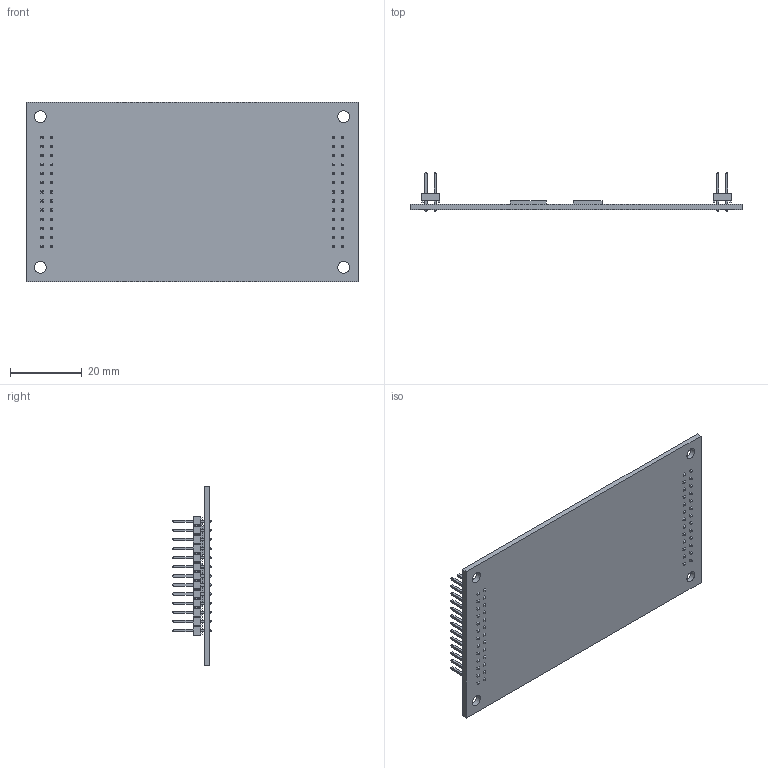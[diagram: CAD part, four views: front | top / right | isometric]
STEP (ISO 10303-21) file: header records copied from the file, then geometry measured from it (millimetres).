
FILE_DESCRIPTION(/* description */ (''),/* implementation_level */ '2;1');
FILE_NAME(/* name */ 'TMCM-1630 v2.step',/* time_stamp */ '2019-09-23T11:39:54+02:00',/* author */ (''),/* organization */ (''),/* preprocessor_version */ 'ST-DEVELOPER v18',/* originating_system */ 'Autodesk Translation Framework v8.6.0.1094',/* authorisation */ '');
FILE_SCHEMA (('AUTOMOTIVE_DESIGN { 1 0 10303 214 3 1 1 }'));
Length unit declared in the file: millimetre
Products named in the file (6): TMCM-1630; HDRTHV254P_2X13_part_simplified_HDRTHV254P_2X13; DESIGN070_Trinamic206_TMCM-1653-WS-TBB07020610_TMCM-1653-WS-TB_V10_PC
B3DInput_STSW-106-07-L-D; HDRTHV254P_2X13_part_simplified_HDRTHV254P_2X13_1; DESIGN070_Trinamic206_TMCM-1653-WS-TBB07020610_TMCM-1653-WS-TB_V10_PC
B3DInput_STSW-106-07-L-D_1; TSW-106-07-L-D
Assembly tree (6 placements, depth 4):
  TMCM-1630
    HDRTHV254P_2X13_part_simplified_HDRTHV254P_2X13
      DESIGN070_Trinamic206_TMCM-1653-WS-TBB07020610_TMCM-1653-WS-TB_V10_PC
B3DInput_STSW-106-07-L-D
        TSW-106-07-L-D
    HDRTHV254P_2X13_part_simplified_HDRTHV254P_2X13_1
      DESIGN070_Trinamic206_TMCM-1653-WS-TBB07020610_TMCM-1653-WS-TB_V10_PC
B3DInput_STSW-106-07-L-D_1
        TSW-106-07-L-D
Bounding box: 92.5 x 10.92 x 50 mm (x, y, z)
Volume: 7910.7 mm3; surface area: 13441.5 mm2
Topology: 23 solids, 23 shells, 2294 faces, 5636 edges, 3460 vertices
Faces by surface type: plane 2290, cylinder 4
Full cylindrical faces by diameter (mm): 3.2 x4
Entity records: 54848 total; most frequent: CARTESIAN_POINT 9242, ORIENTED_EDGE 9134, DIRECTION 8321, EDGE_CURVE 4567, LINE 4555, VECTOR 4555, VERTEX_POINT 2804, EDGE_LOOP 2035
